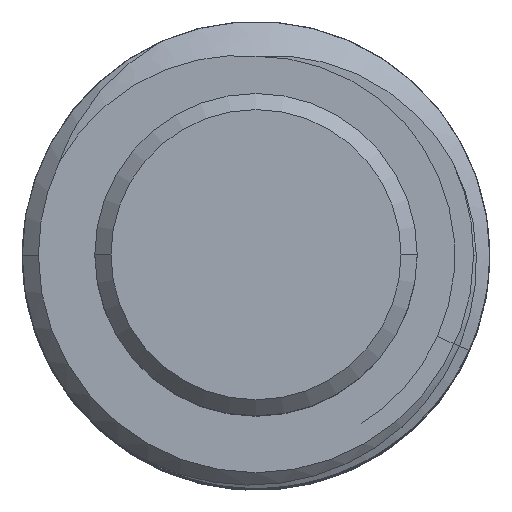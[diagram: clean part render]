
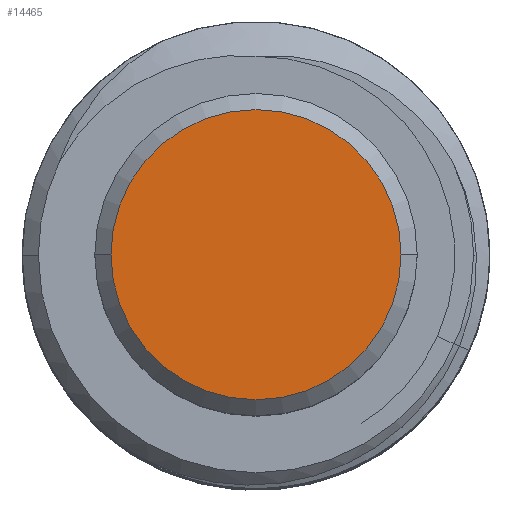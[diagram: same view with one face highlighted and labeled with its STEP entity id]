
A CAD part, top view. The second image highlights one B-rep face of the part: STEP entity #14465.
In plain terms, the highlighted planar face has unit normal (0, 0, 1).
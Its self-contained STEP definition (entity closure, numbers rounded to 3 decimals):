
#3381=CARTESIAN_POINT('',(0.,0.,19.5));
#3382=DIRECTION('',(0.,0.,1.));
#3383=DIRECTION('',(1.,0.,0.));
#3384=AXIS2_PLACEMENT_3D('',#3381,#3382,#3383);
#3386=CARTESIAN_POINT('',(0.,0.,19.5));
#3387=DIRECTION('',(0.,0.,1.));
#3388=DIRECTION('',(-1.,0.,0.));
#3389=AXIS2_PLACEMENT_3D('',#3386,#3387,#3388);
#3766=CARTESIAN_POINT('',(-1.8,0.,19.5));
#3767=CARTESIAN_POINT('',(1.8,0.,19.5));
#3768=VERTEX_POINT('',#3766);
#3769=VERTEX_POINT('',#3767);
#14455=CARTESIAN_POINT('',(0.,0.,19.5));
#14456=DIRECTION('',(0.,0.,1.));
#14457=DIRECTION('',(1.,0.,0.));
#14458=AXIS2_PLACEMENT_3D('',#14455,#14456,#14457);
#14459=PLANE('',#14458);
#14460=ORIENTED_EDGE('',*,*,#14445,.F.);
#14462=ORIENTED_EDGE('',*,*,#14461,.F.);
#14463=EDGE_LOOP('',(#14460,#14462));
#14464=FACE_OUTER_BOUND('',#14463,.F.);
#3385=CIRCLE('',#3384,1.8);
#3390=CIRCLE('',#3389,1.8);
#14445=EDGE_CURVE('',#3769,#3768,#3385,.T.);
#14461=EDGE_CURVE('',#3768,#3769,#3390,.T.);
#14465=ADVANCED_FACE('',(#14464),#14459,.T.);
